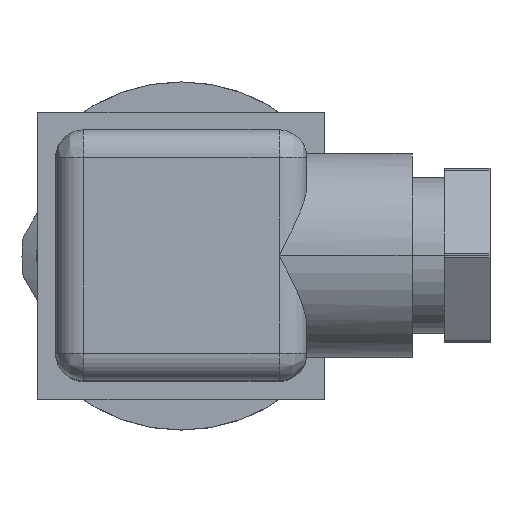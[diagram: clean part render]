
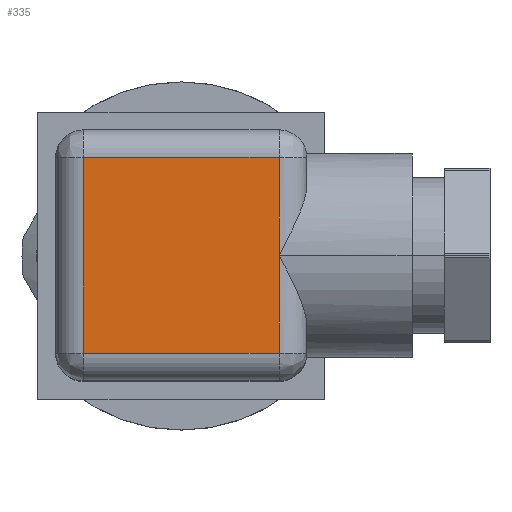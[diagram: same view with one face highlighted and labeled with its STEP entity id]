
A CAD part, top view. The second image highlights one B-rep face of the part: STEP entity #335.
In plain terms, the highlighted planar face has unit normal (0, 0, 1).
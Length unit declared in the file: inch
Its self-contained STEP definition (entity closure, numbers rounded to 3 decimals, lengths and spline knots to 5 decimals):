
#29 = DIRECTION ( 'NONE',  ( 1., 0., 0. ) ) ;
#30 = CARTESIAN_POINT ( 'NONE',  ( 0.42079, 0.42079, 2.00394 ) ) ;
#31 = DIRECTION ( 'NONE',  ( 0., 1., 0. ) ) ;
#71 = ORIENTED_EDGE ( 'NONE', *, *, #1067, .T. ) ;
#180 = CARTESIAN_POINT ( 'NONE',  ( -0.42079, 0., 2.00394 ) ) ;
#296 = CARTESIAN_POINT ( 'NONE',  ( 0., -0.42079, 2.00394 ) ) ;
#335 = ADVANCED_FACE ( 'FACE20', ( #979 ), #5369, .T. ) ;
#439 = ORIENTED_EDGE ( 'NONE', *, *, #4216, .F. ) ;
#460 = VECTOR ( 'NONE', #29, 39.37008 ) ;
#514 = EDGE_CURVE ( 'NONE', #5434, #920, #1608, .T. ) ;
#535 = DIRECTION ( 'NONE',  ( 1., 0., 0. ) ) ;
#635 = DIRECTION ( 'NONE',  ( -1., 0., 0. ) ) ;
#701 = CARTESIAN_POINT ( 'NONE',  ( 0.42079, 0., 2.00394 ) ) ;
#920 = VERTEX_POINT ( 'NONE', #30 ) ;
#979 = FACE_OUTER_BOUND ( 'NONE', #4477, .T. ) ;
#1009 = VECTOR ( 'NONE', #635, 39.37008 ) ;
#1056 = DIRECTION ( 'NONE',  ( 0., 1., 0. ) ) ;
#1067 = EDGE_CURVE ( 'NONE', #2057, #5434, #3815, .T. ) ;
#1136 = CARTESIAN_POINT ( 'NONE',  ( -0.42079, 0.42079, 2.00394 ) ) ;
#1146 = CARTESIAN_POINT ( 'NONE',  ( 0.42079, 0., 2.00394 ) ) ;
#1170 = VERTEX_POINT ( 'NONE', #1136 ) ;
#1171 = DIRECTION ( 'NONE',  ( 0., 1., 0. ) ) ;
#1608 = LINE ( 'NONE', #701, #5177 ) ;
#1712 = AXIS2_PLACEMENT_3D ( 'NONE', #2956, #5273, #535 ) ;
#1747 = CARTESIAN_POINT ( 'NONE',  ( 0., 0.42079, 2.00394 ) ) ;
#1822 = EDGE_CURVE ( 'NONE', #2057, #3778, #5206, .T. ) ;
#2057 = VERTEX_POINT ( 'NONE', #2291 ) ;
#2209 = CARTESIAN_POINT ( 'NONE',  ( -0.42079, -0.42079, 2.00394 ) ) ;
#2291 = CARTESIAN_POINT ( 'NONE',  ( 0.42079, -0.42079, 2.00394 ) ) ;
#2368 = VECTOR ( 'NONE', #31, 39.37008 ) ;
#2553 = ORIENTED_EDGE ( 'NONE', *, *, #1822, .F. ) ;
#2560 = CARTESIAN_POINT ( 'NONE',  ( 0.42079, 0., 2.00394 ) ) ;
#2956 = CARTESIAN_POINT ( 'NONE',  ( 0., 0., 2.00394 ) ) ;
#3412 = LINE ( 'NONE', #1747, #460 ) ;
#3637 = LINE ( 'NONE', #180, #5505 ) ;
#3778 = VERTEX_POINT ( 'NONE', #2209 ) ;
#3815 = LINE ( 'NONE', #1146, #2368 ) ;
#4032 = ORIENTED_EDGE ( 'NONE', *, *, #514, .T. ) ;
#4216 = EDGE_CURVE ( 'NONE', #3778, #1170, #3637, .T. ) ;
#4291 = ORIENTED_EDGE ( 'NONE', *, *, #4570, .F. ) ;
#4477 = EDGE_LOOP ( 'NONE', ( #4032, #4291, #439, #2553, #71 ) ) ;
#4570 = EDGE_CURVE ( 'NONE', #1170, #920, #3412, .T. ) ;
#5177 = VECTOR ( 'NONE', #1056, 39.37008 ) ;
#5206 = LINE ( 'NONE', #296, #1009 ) ;
#5273 = DIRECTION ( 'NONE',  ( 0., 0., 1. ) ) ;
#5369 = PLANE ( 'NONE',  #1712 ) ;
#5434 = VERTEX_POINT ( 'NONE', #2560 ) ;
#5505 = VECTOR ( 'NONE', #1171, 39.37008 ) ;
